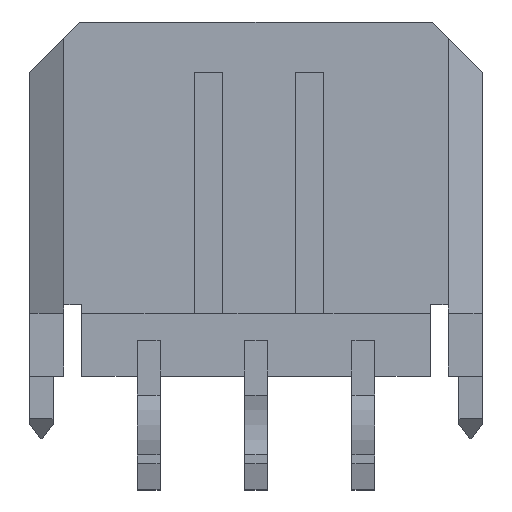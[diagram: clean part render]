
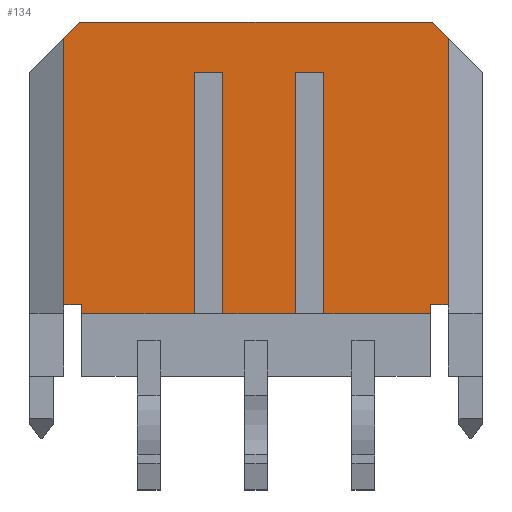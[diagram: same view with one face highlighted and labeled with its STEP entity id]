
A CAD part, top view. The second image highlights one B-rep face of the part: STEP entity #134.
In plain terms, the highlighted planar face has unit normal (0, 0, 1).
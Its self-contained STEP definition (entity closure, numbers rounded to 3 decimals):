
#134=ADVANCED_FACE('',(#378),#379,.T.);
#378=FACE_OUTER_BOUND('',#721,.T.);
#379=PLANE('',#722);
#721=EDGE_LOOP('',(#1487,#1488,#1489,#1490,#1491,#1492,#1493,#1494,#1495,#1496,#1497,#1498,#1499,#1500,#1501,#1502,#1503,#1504));
#722=AXIS2_PLACEMENT_3D('',#1505,#1506,#1507);
#1487=ORIENTED_EDGE('',*,*,#2547,.F.);
#1488=ORIENTED_EDGE('',*,*,#2548,.T.);
#1489=ORIENTED_EDGE('',*,*,#2549,.F.);
#1490=ORIENTED_EDGE('',*,*,#2550,.T.);
#1491=ORIENTED_EDGE('',*,*,#2551,.T.);
#1492=ORIENTED_EDGE('',*,*,#2552,.T.);
#1493=ORIENTED_EDGE('',*,*,#2553,.F.);
#1494=ORIENTED_EDGE('',*,*,#2554,.T.);
#1495=ORIENTED_EDGE('',*,*,#2555,.T.);
#1496=ORIENTED_EDGE('',*,*,#2556,.T.);
#1497=ORIENTED_EDGE('',*,*,#2557,.F.);
#1498=ORIENTED_EDGE('',*,*,#2558,.T.);
#1499=ORIENTED_EDGE('',*,*,#2559,.T.);
#1500=ORIENTED_EDGE('',*,*,#2560,.T.);
#1501=ORIENTED_EDGE('',*,*,#2561,.F.);
#1502=ORIENTED_EDGE('',*,*,#2562,.T.);
#1503=ORIENTED_EDGE('',*,*,#2563,.T.);
#1504=ORIENTED_EDGE('',*,*,#2546,.F.);
#1505=CARTESIAN_POINT('',(-6.325,4.95,1.97));
#1506=DIRECTION('',(0.0,0.0,1.0));
#1507=DIRECTION('',(1.0,0.0,0.0));
#2546=EDGE_CURVE('',#3181,#3184,#3186,.T.);
#2547=EDGE_CURVE('',#3187,#3181,#3188,.T.);
#2548=EDGE_CURVE('',#3187,#3189,#3190,.T.);
#2549=EDGE_CURVE('',#3191,#3189,#3192,.T.);
#2550=EDGE_CURVE('',#3191,#3193,#3194,.T.);
#2551=EDGE_CURVE('',#3193,#3195,#3196,.T.);
#2552=EDGE_CURVE('',#3195,#3197,#3198,.T.);
#2553=EDGE_CURVE('',#3199,#3197,#3200,.T.);
#2554=EDGE_CURVE('',#3199,#3201,#3202,.T.);
#2555=EDGE_CURVE('',#3201,#3203,#3204,.T.);
#2556=EDGE_CURVE('',#3203,#3205,#3206,.T.);
#2557=EDGE_CURVE('',#3207,#3205,#3208,.T.);
#2558=EDGE_CURVE('',#3207,#3209,#3210,.T.);
#2559=EDGE_CURVE('',#3209,#3211,#3212,.T.);
#2560=EDGE_CURVE('',#3211,#3213,#3214,.T.);
#2561=EDGE_CURVE('',#3215,#3213,#3216,.T.);
#2562=EDGE_CURVE('',#3215,#3217,#3218,.T.);
#2563=EDGE_CURVE('',#3217,#3184,#3219,.T.);
#3181=VERTEX_POINT('',#4121);
#3184=VERTEX_POINT('',#4126);
#3186=LINE('',#4129,#4130);
#3187=VERTEX_POINT('',#4131);
#3188=LINE('',#4132,#4133);
#3189=VERTEX_POINT('',#4134);
#3190=LINE('',#4135,#4136);
#3191=VERTEX_POINT('',#4137);
#3192=LINE('',#4138,#4139);
#3193=VERTEX_POINT('',#4140);
#3194=LINE('',#4141,#4142);
#3195=VERTEX_POINT('',#4143);
#3196=LINE('',#4144,#4145);
#3197=VERTEX_POINT('',#4146);
#3198=LINE('',#4147,#4148);
#3199=VERTEX_POINT('',#4149);
#3200=LINE('',#4150,#4151);
#3201=VERTEX_POINT('',#4152);
#3202=LINE('',#4153,#4154);
#3203=VERTEX_POINT('',#4155);
#3204=LINE('',#4156,#4157);
#3205=VERTEX_POINT('',#4158);
#3206=LINE('',#4159,#4160);
#3207=VERTEX_POINT('',#4161);
#3208=LINE('',#4162,#4163);
#3209=VERTEX_POINT('',#4164);
#3210=LINE('',#4165,#4166);
#3211=VERTEX_POINT('',#4167);
#3212=LINE('',#4168,#4169);
#3213=VERTEX_POINT('',#4170);
#3214=LINE('',#4171,#4172);
#3215=VERTEX_POINT('',#4173);
#3216=LINE('',#4174,#4175);
#3217=VERTEX_POINT('',#4176);
#3218=LINE('',#4177,#4178);
#3219=LINE('',#4179,#4180);
#4121=CARTESIAN_POINT('',(5.375,-2.95,1.97));
#4126=CARTESIAN_POINT('',(4.875,-2.95,1.97));
#4129=CARTESIAN_POINT('',(5.375,-2.95,1.97));
#4130=VECTOR('',#4905,0.5);
#4131=CARTESIAN_POINT('',(5.375,4.5,1.97));
#4132=CARTESIAN_POINT('',(5.375,4.5,1.97));
#4133=VECTOR('',#4906,7.45);
#4134=CARTESIAN_POINT('',(4.925,4.95,1.97));
#4135=CARTESIAN_POINT('',(5.375,4.5,1.97));
#4136=VECTOR('',#4907,0.636);
#4137=CARTESIAN_POINT('',(-4.925,4.95,1.97));
#4138=CARTESIAN_POINT('',(-4.925,4.95,1.97));
#4139=VECTOR('',#4908,9.85);
#4140=CARTESIAN_POINT('',(-5.375,4.5,1.97));
#4141=CARTESIAN_POINT('',(-4.925,4.95,1.97));
#4142=VECTOR('',#4909,0.636);
#4143=CARTESIAN_POINT('',(-5.375,-2.95,1.97));
#4144=CARTESIAN_POINT('',(-5.375,4.5,1.97));
#4145=VECTOR('',#4910,7.45);
#4146=CARTESIAN_POINT('',(-4.875,-2.95,1.97));
#4147=CARTESIAN_POINT('',(-5.375,-2.95,1.97));
#4148=VECTOR('',#4911,0.5);
#4149=CARTESIAN_POINT('',(-4.875,-3.2,1.97));
#4150=CARTESIAN_POINT('',(-4.875,-3.2,1.97));
#4151=VECTOR('',#4912,0.25);
#4152=CARTESIAN_POINT('',(-1.725,-3.2,1.97));
#4153=CARTESIAN_POINT('',(-4.875,-3.2,1.97));
#4154=VECTOR('',#4913,3.15);
#4155=CARTESIAN_POINT('',(-1.725,3.55,1.97));
#4156=CARTESIAN_POINT('',(-1.725,-3.2,1.97));
#4157=VECTOR('',#4914,6.75);
#4158=CARTESIAN_POINT('',(-0.925,3.55,1.97));
#4159=CARTESIAN_POINT('',(-1.725,3.55,1.97));
#4160=VECTOR('',#4915,0.8);
#4161=CARTESIAN_POINT('',(-0.925,-3.2,1.97));
#4162=CARTESIAN_POINT('',(-0.925,-3.2,1.97));
#4163=VECTOR('',#4916,6.75);
#4164=CARTESIAN_POINT('',(1.1,-3.2,1.97));
#4165=CARTESIAN_POINT('',(-0.925,-3.2,1.97));
#4166=VECTOR('',#4917,2.025);
#4167=CARTESIAN_POINT('',(1.1,3.55,1.97));
#4168=CARTESIAN_POINT('',(1.1,-3.2,1.97));
#4169=VECTOR('',#4918,6.75);
#4170=CARTESIAN_POINT('',(1.9,3.55,1.97));
#4171=CARTESIAN_POINT('',(1.1,3.55,1.97));
#4172=VECTOR('',#4919,0.8);
#4173=CARTESIAN_POINT('',(1.9,-3.2,1.97));
#4174=CARTESIAN_POINT('',(1.9,-3.2,1.97));
#4175=VECTOR('',#4920,6.75);
#4176=CARTESIAN_POINT('',(4.875,-3.2,1.97));
#4177=CARTESIAN_POINT('',(1.9,-3.2,1.97));
#4178=VECTOR('',#4921,2.975);
#4179=CARTESIAN_POINT('',(4.875,-3.2,1.97));
#4180=VECTOR('',#4922,0.25);
#4905=DIRECTION('',(-1.0,0.0,0.0));
#4906=DIRECTION('',(0.0,-1.0,0.0));
#4907=DIRECTION('',(-0.707,0.707,0.0));
#4908=DIRECTION('',(1.0,0.0,0.0));
#4909=DIRECTION('',(-0.707,-0.707,0.0));
#4910=DIRECTION('',(0.0,-1.0,0.0));
#4911=DIRECTION('',(1.0,0.0,0.0));
#4912=DIRECTION('',(0.0,1.0,0.0));
#4913=DIRECTION('',(1.0,0.0,0.0));
#4914=DIRECTION('',(0.0,1.0,0.0));
#4915=DIRECTION('',(1.0,0.0,0.0));
#4916=DIRECTION('',(0.0,1.0,0.0));
#4917=DIRECTION('',(1.0,0.0,0.0));
#4918=DIRECTION('',(0.0,1.0,0.0));
#4919=DIRECTION('',(1.0,0.0,0.0));
#4920=DIRECTION('',(0.0,1.0,0.0));
#4921=DIRECTION('',(1.0,0.0,0.0));
#4922=DIRECTION('',(0.0,1.0,0.0));
